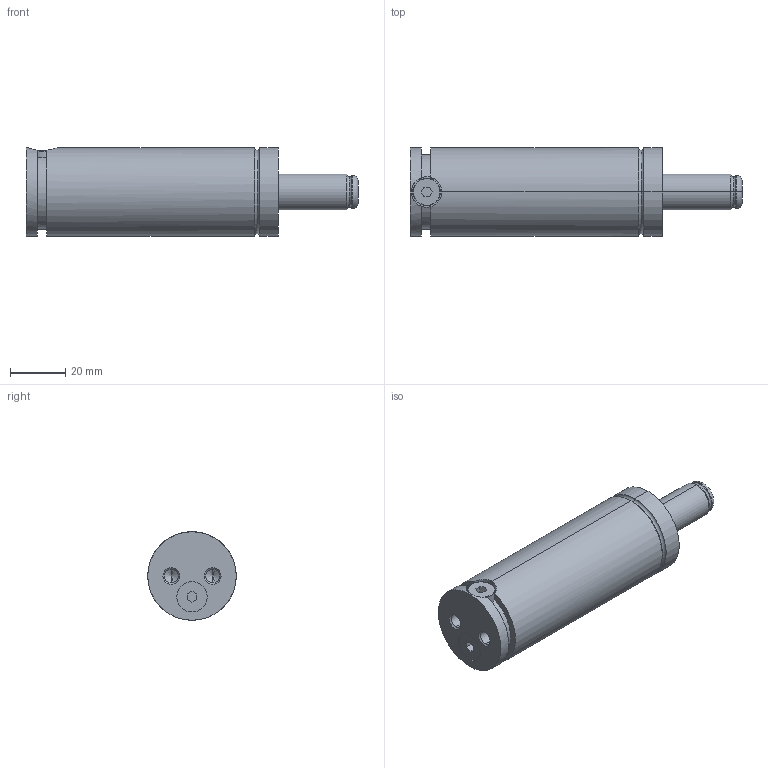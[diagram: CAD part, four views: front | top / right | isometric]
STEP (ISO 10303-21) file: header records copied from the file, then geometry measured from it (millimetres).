
FILE_DESCRIPTION (( 'STEP AP203' ), '1' );
FILE_NAME ('O 00750_025 A.step', '2018-11-29T06:32:38', ( '' ), ( '' ), 'SwSTEP 2.0', 'SolidWorks 2016', '' );
FILE_SCHEMA (( 'CONFIG_CONTROL_DESIGN' ));
Length unit declared in the file: millimetre
Products named in the file (1): O 00750_025 A
Bounding box: 120 x 32 x 32 mm (x, y, z)
Volume: 75423.7 mm3; surface area: 13103.8 mm2
Topology: 1 solids, 1 shells, 74 faces, 167 edges, 97 vertices
Faces by surface type: cylinder 24, plane 22, torus 16, cone 12
Entity records: 2160 total; most frequent: CARTESIAN_POINT 411, DIRECTION 385, ORIENTED_EDGE 322, EDGE_CURVE 161, AXIS2_PLACEMENT_3D 155, VERTEX_POINT 97, EDGE_LOOP 82, CIRCLE 80
